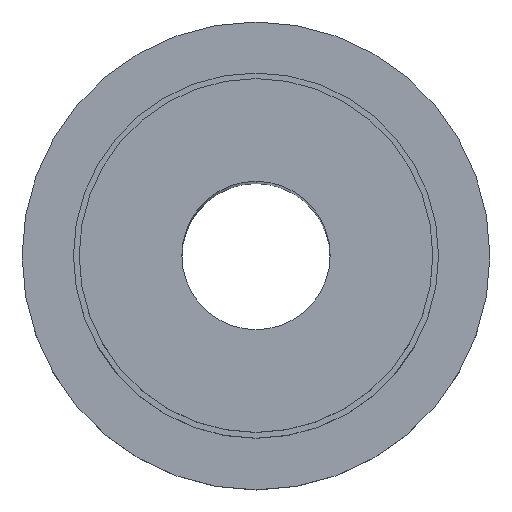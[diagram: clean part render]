
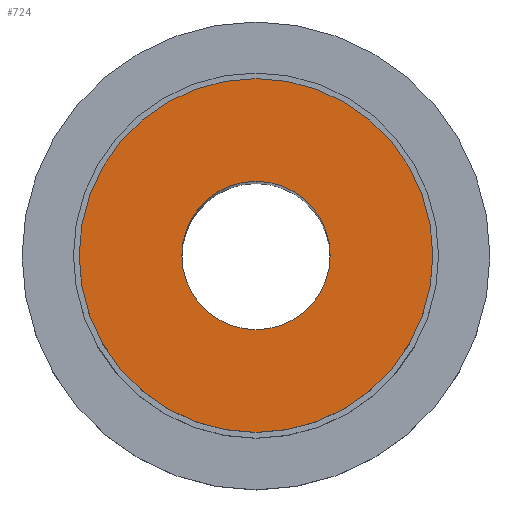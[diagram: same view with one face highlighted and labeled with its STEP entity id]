
A CAD part, top view. The second image highlights one B-rep face of the part: STEP entity #724.
In plain terms, the highlighted face is planar.
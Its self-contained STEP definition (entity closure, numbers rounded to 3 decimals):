
#121=CARTESIAN_POINT('',(-1.3,-5.8,0.));
#122=VERTEX_POINT('',#121);
#129=CARTESIAN_POINT('',(1.3,-5.8,0.));
#130=VERTEX_POINT('',#129);
#131=CARTESIAN_POINT('',(0.,-5.8,0.));
#132=DIRECTION('',(0.,1.,0.));
#133=DIRECTION('',(-1.,0.,0.));
#134=AXIS2_PLACEMENT_3D('',#131,#132,#133);
#135=CIRCLE('',#134,1.3);
#136=EDGE_CURVE('',#130,#122,#135,.T.);
#504=CARTESIAN_POINT('',(3.1,-5.8,0.));
#505=VERTEX_POINT('',#504);
#506=CARTESIAN_POINT('',(-3.1,-5.8,0.));
#507=VERTEX_POINT('',#506);
#508=CARTESIAN_POINT('',(0.,-5.8,0.));
#509=DIRECTION('',(0.,-1.,0.));
#510=DIRECTION('',(-1.,0.,0.));
#511=AXIS2_PLACEMENT_3D('',#508,#509,#510);
#512=CIRCLE('',#511,3.1);
#513=EDGE_CURVE('',#505,#507,#512,.T.);
#699=CARTESIAN_POINT('',(3.,-5.8,-5.196));
#700=DIRECTION('',(0.,-1.,0.));
#701=DIRECTION('',(-1.,0.,0.));
#702=AXIS2_PLACEMENT_3D('',#699,#700,#701);
#703=PLANE('',#702);
#704=ORIENTED_EDGE('',*,*,#136,.T.);
#705=CARTESIAN_POINT('',(0.,-5.8,0.));
#706=DIRECTION('',(0.,1.,0.));
#707=DIRECTION('',(-1.,0.,0.));
#708=AXIS2_PLACEMENT_3D('',#705,#706,#707);
#709=CIRCLE('',#708,1.3);
#710=EDGE_CURVE('',#122,#130,#709,.T.);
#711=ORIENTED_EDGE('',*,*,#710,.T.);
#712=EDGE_LOOP('',(#704,#711));
#713=FACE_BOUND('',#712,.T.);
#714=ORIENTED_EDGE('',*,*,#513,.T.);
#715=CARTESIAN_POINT('',(0.,-5.8,0.));
#716=DIRECTION('',(0.,-1.,0.));
#717=DIRECTION('',(-1.,0.,0.));
#718=AXIS2_PLACEMENT_3D('',#715,#716,#717);
#719=CIRCLE('',#718,3.1);
#720=EDGE_CURVE('',#507,#505,#719,.T.);
#721=ORIENTED_EDGE('',*,*,#720,.T.);
#722=EDGE_LOOP('',(#714,#721));
#723=FACE_BOUND('',#722,.T.);
#724=ADVANCED_FACE('',(#713,#723),#703,.T.);
